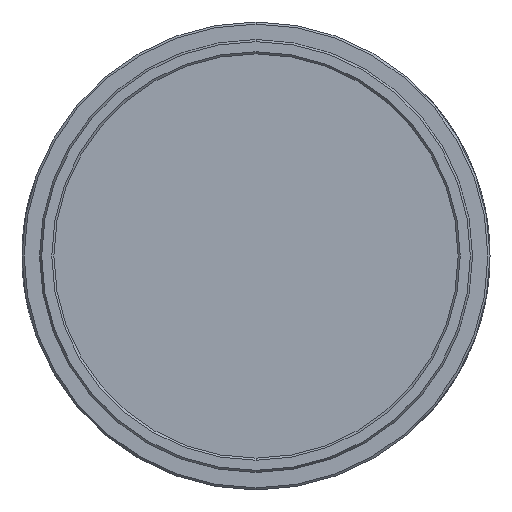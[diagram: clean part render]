
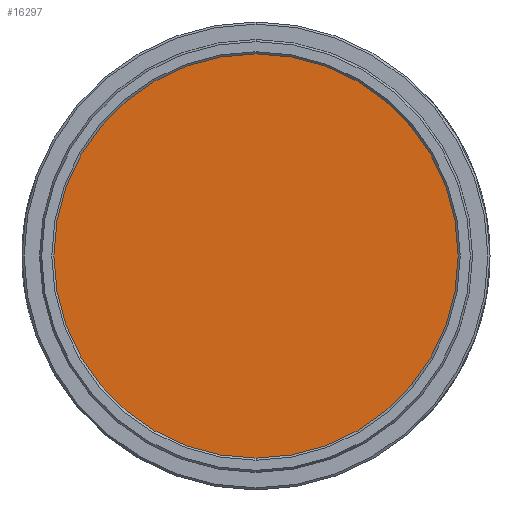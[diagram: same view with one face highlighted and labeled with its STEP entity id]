
A CAD part, left-side view. The second image highlights one B-rep face of the part: STEP entity #16297.
In plain terms, the highlighted planar face has unit normal (-1, 0, 0).
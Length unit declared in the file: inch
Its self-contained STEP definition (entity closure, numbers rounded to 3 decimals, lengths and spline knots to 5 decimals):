
#4 = DIRECTION ( 'NONE',  ( 0., 0., -1. ) ) ;
#3875 = ORIENTED_EDGE ( 'NONE', *, *, #16558, .F. ) ;
#3947 = CARTESIAN_POINT ( 'NONE',  ( -0.255, 0., 0. ) ) ;
#4452 = DIRECTION ( 'NONE',  ( 1., 0., 0. ) ) ;
#5157 = CARTESIAN_POINT ( 'NONE',  ( -0.255, 0., 0. ) ) ;
#5253 = DIRECTION ( 'NONE',  ( 0., 0., -1. ) ) ;
#5874 = CIRCLE ( 'NONE', #15396, 1. ) ;
#7362 = CARTESIAN_POINT ( 'NONE',  ( -0.255, 0., 1. ) ) ;
#7732 = DIRECTION ( 'NONE',  ( 1., 0., 0. ) ) ;
#8956 = PLANE ( 'NONE',  #10189 ) ;
#10189 = AXIS2_PLACEMENT_3D ( 'NONE', #5157, #7732, #4 ) ;
#10578 = CIRCLE ( 'NONE', #13637, 1. ) ;
#11299 = ORIENTED_EDGE ( 'NONE', *, *, #12194, .F. ) ;
#12128 = CARTESIAN_POINT ( 'NONE',  ( -0.255, 0., 0. ) ) ;
#12194 = EDGE_CURVE ( 'NONE', #13080, #13164, #5874, .T. ) ;
#12352 = CARTESIAN_POINT ( 'NONE',  ( -0.255, 0., -1. ) ) ;
#12934 = DIRECTION ( 'NONE',  ( 1., 0., 0. ) ) ;
#13080 = VERTEX_POINT ( 'NONE', #12352 ) ;
#13164 = VERTEX_POINT ( 'NONE', #7362 ) ;
#13178 = EDGE_LOOP ( 'NONE', ( #11299, #3875 ) ) ;
#13426 = DIRECTION ( 'NONE',  ( 0., 0., -1. ) ) ;
#13637 = AXIS2_PLACEMENT_3D ( 'NONE', #12128, #4452, #13426 ) ;
#15396 = AXIS2_PLACEMENT_3D ( 'NONE', #3947, #12934, #5253 ) ;
#15604 = FACE_OUTER_BOUND ( 'NONE', #13178, .T. ) ;
#16297 = ADVANCED_FACE ( 'NONE', ( #15604 ), #8956, .F. ) ;
#16558 = EDGE_CURVE ( 'NONE', #13164, #13080, #10578, .T. ) ;
